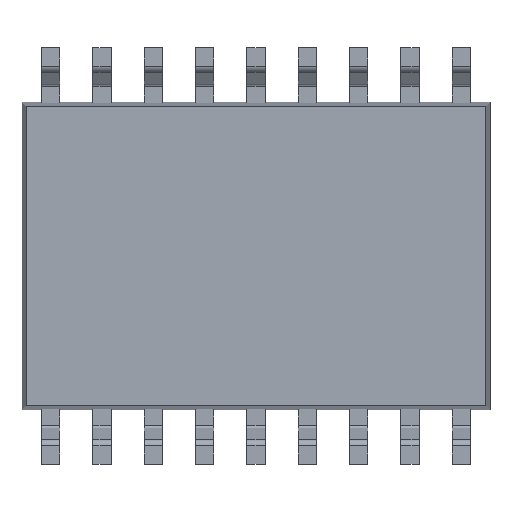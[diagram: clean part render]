
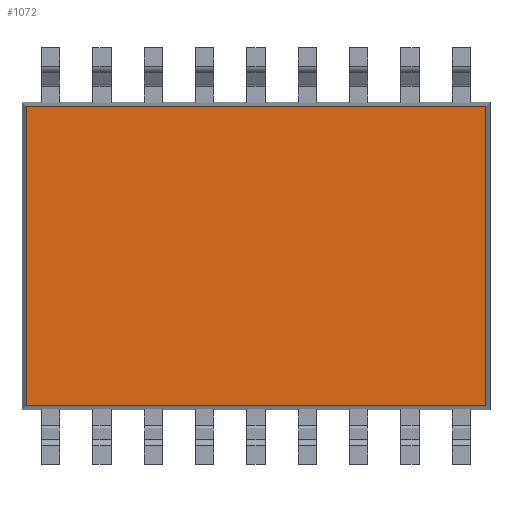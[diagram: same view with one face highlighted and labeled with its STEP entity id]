
A CAD part, front view. The second image highlights one B-rep face of the part: STEP entity #1072.
In plain terms, the highlighted face is planar.
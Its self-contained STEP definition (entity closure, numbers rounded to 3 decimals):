
#26 = EDGE_CURVE ( 'NONE', #309, #1668, #356, .T. ) ;
#37 = VERTEX_POINT ( 'NONE', #337 ) ;
#75 = EDGE_CURVE ( 'NONE', #37, #609, #1034, .T. ) ;
#143 = CARTESIAN_POINT ( 'NONE',  ( -5.69, -3.7, 0.15 ) ) ;
#302 = DIRECTION ( 'NONE',  ( 0., 0., -1. ) ) ;
#309 = VERTEX_POINT ( 'NONE', #806 ) ;
#337 = CARTESIAN_POINT ( 'NONE',  ( 5.69, -3.7, 0.15 ) ) ;
#356 = LINE ( 'NONE', #1274, #1271 ) ;
#360 = VECTOR ( 'NONE', #1759, 1000. ) ;
#410 = ORIENTED_EDGE ( 'NONE', *, *, #2114, .T. ) ;
#484 = FACE_OUTER_BOUND ( 'NONE', #867, .T. ) ;
#517 = EDGE_CURVE ( 'NONE', #609, #309, #2065, .T. ) ;
#570 = LINE ( 'NONE', #1728, #946 ) ;
#573 = AXIS2_PLACEMENT_3D ( 'NONE', #673, #302, #1252 ) ;
#609 = VERTEX_POINT ( 'NONE', #143 ) ;
#611 = VECTOR ( 'NONE', #1075, 1000. ) ;
#673 = CARTESIAN_POINT ( 'NONE',  ( 0., 0., 0.15 ) ) ;
#679 = ORIENTED_EDGE ( 'NONE', *, *, #26, .T. ) ;
#806 = CARTESIAN_POINT ( 'NONE',  ( -5.69, 3.7, 0.15 ) ) ;
#867 = EDGE_LOOP ( 'NONE', ( #2191, #679, #410, #2062 ) ) ;
#946 = VECTOR ( 'NONE', #2081, 1000. ) ;
#1034 = LINE ( 'NONE', #2132, #611 ) ;
#1072 = ADVANCED_FACE ( 'NONE', ( #484 ), #1563, .T. ) ;
#1075 = DIRECTION ( 'NONE',  ( -1., 0., 0. ) ) ;
#1252 = DIRECTION ( 'NONE',  ( -1., 0., 0. ) ) ;
#1271 = VECTOR ( 'NONE', #2334, 1000. ) ;
#1274 = CARTESIAN_POINT ( 'NONE',  ( 0., 3.7, 0.15 ) ) ;
#1563 = PLANE ( 'NONE',  #573 ) ;
#1668 = VERTEX_POINT ( 'NONE', #1675 ) ;
#1675 = CARTESIAN_POINT ( 'NONE',  ( 5.69, 3.7, 0.15 ) ) ;
#1728 = CARTESIAN_POINT ( 'NONE',  ( 5.69, 0., 0.15 ) ) ;
#1759 = DIRECTION ( 'NONE',  ( 0., 1., 0. ) ) ;
#2062 = ORIENTED_EDGE ( 'NONE', *, *, #75, .T. ) ;
#2065 = LINE ( 'NONE', #2324, #360 ) ;
#2081 = DIRECTION ( 'NONE',  ( 0., -1., 0. ) ) ;
#2114 = EDGE_CURVE ( 'NONE', #1668, #37, #570, .T. ) ;
#2132 = CARTESIAN_POINT ( 'NONE',  ( 0., -3.7, 0.15 ) ) ;
#2191 = ORIENTED_EDGE ( 'NONE', *, *, #517, .T. ) ;
#2324 = CARTESIAN_POINT ( 'NONE',  ( -5.69, 0., 0.15 ) ) ;
#2334 = DIRECTION ( 'NONE',  ( 1., 0., 0. ) ) ;
